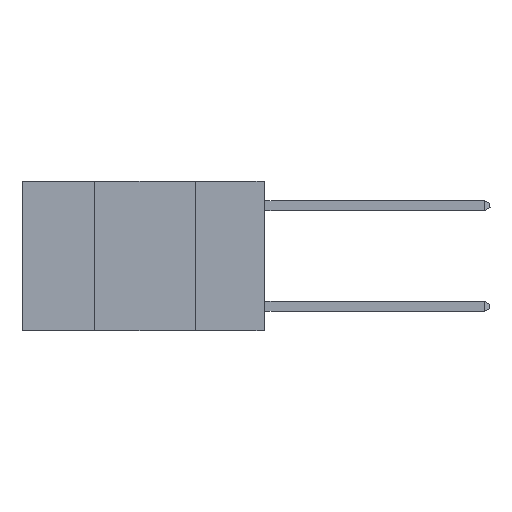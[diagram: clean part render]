
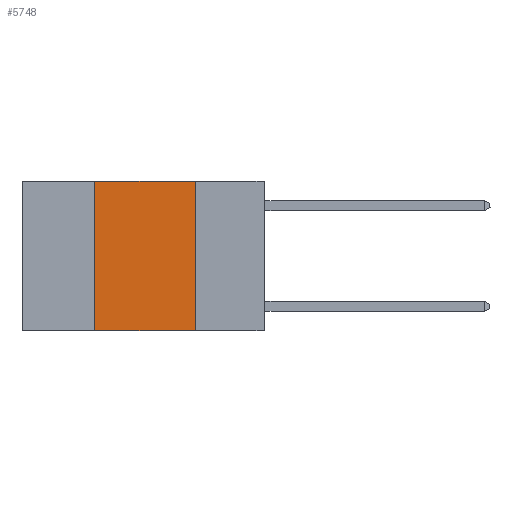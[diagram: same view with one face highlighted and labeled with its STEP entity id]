
A CAD part, left-side view. The second image highlights one B-rep face of the part: STEP entity #5748.
In plain terms, the highlighted planar face has unit normal (-1, 0, 0).
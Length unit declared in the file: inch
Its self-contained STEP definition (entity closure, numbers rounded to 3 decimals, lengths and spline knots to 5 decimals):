
#115 = CARTESIAN_POINT ( 'NONE',  ( 0., 0.17, -0.37 ) ) ;
#397 = ORIENTED_EDGE ( 'NONE', *, *, #1655, .T. ) ;
#729 = LINE ( 'NONE', #7885, #6587 ) ;
#889 = CARTESIAN_POINT ( 'NONE',  ( 0., 0.6, 0. ) ) ;
#1616 = CARTESIAN_POINT ( 'NONE',  ( 0., 0.42, 0. ) ) ;
#1655 = EDGE_CURVE ( 'NONE', #3329, #5873, #9029, .T. ) ;
#1767 = EDGE_CURVE ( 'NONE', #8689, #3450, #729, .T. ) ;
#2027 = DIRECTION ( 'NONE',  ( 0., 0., -1. ) ) ;
#2753 = DIRECTION ( 'NONE',  ( 0., 0., 1. ) ) ;
#3329 = VERTEX_POINT ( 'NONE', #11517 ) ;
#3450 = VERTEX_POINT ( 'NONE', #7344 ) ;
#3792 = CARTESIAN_POINT ( 'NONE',  ( 0., 0.17, 0. ) ) ;
#4332 = EDGE_CURVE ( 'NONE', #3329, #8689, #11507, .T. ) ;
#5697 = VECTOR ( 'NONE', #9894, 39.37008 ) ;
#5748 = ADVANCED_FACE ( 'NONE', ( #5762 ), #13346, .F. ) ;
#5762 = FACE_OUTER_BOUND ( 'NONE', #6544, .T. ) ;
#5873 = VERTEX_POINT ( 'NONE', #115 ) ;
#5902 = DIRECTION ( 'NONE',  ( 0., 0., -1. ) ) ;
#6544 = EDGE_LOOP ( 'NONE', ( #7921, #9058, #10652, #397 ) ) ;
#6587 = VECTOR ( 'NONE', #8403, 39.37008 ) ;
#7344 = CARTESIAN_POINT ( 'NONE',  ( 0., 0.17, 0. ) ) ;
#7427 = EDGE_CURVE ( 'NONE', #3450, #5873, #11790, .T. ) ;
#7885 = CARTESIAN_POINT ( 'NONE',  ( 0., 0.6, 0. ) ) ;
#7921 = ORIENTED_EDGE ( 'NONE', *, *, #7427, .F. ) ;
#8403 = DIRECTION ( 'NONE',  ( 0., -1., 0. ) ) ;
#8563 = VECTOR ( 'NONE', #2753, 39.37008 ) ;
#8689 = VERTEX_POINT ( 'NONE', #1616 ) ;
#8858 = VECTOR ( 'NONE', #5902, 39.37008 ) ;
#8948 = DIRECTION ( 'NONE',  ( 1., 0., 0. ) ) ;
#9029 = LINE ( 'NONE', #11223, #5697 ) ;
#9058 = ORIENTED_EDGE ( 'NONE', *, *, #1767, .F. ) ;
#9663 = AXIS2_PLACEMENT_3D ( 'NONE', #889, #8948, #2027 ) ;
#9894 = DIRECTION ( 'NONE',  ( 0., -1., 0. ) ) ;
#10652 = ORIENTED_EDGE ( 'NONE', *, *, #4332, .F. ) ;
#10731 = CARTESIAN_POINT ( 'NONE',  ( 0., 0.42, 0. ) ) ;
#11223 = CARTESIAN_POINT ( 'NONE',  ( 0., 0.6, -0.37 ) ) ;
#11507 = LINE ( 'NONE', #10731, #8563 ) ;
#11517 = CARTESIAN_POINT ( 'NONE',  ( 0., 0.42, -0.37 ) ) ;
#11790 = LINE ( 'NONE', #3792, #8858 ) ;
#13346 = PLANE ( 'NONE',  #9663 ) ;
